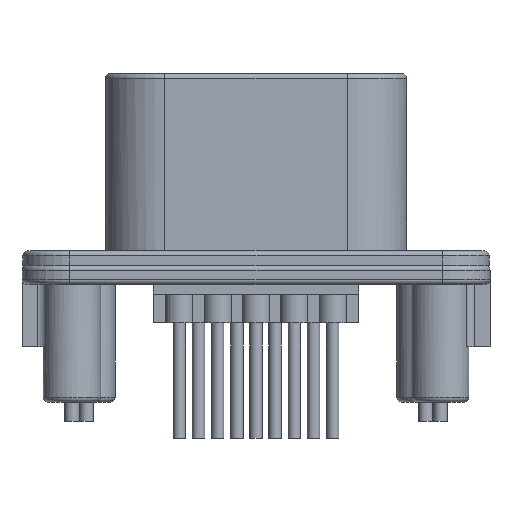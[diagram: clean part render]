
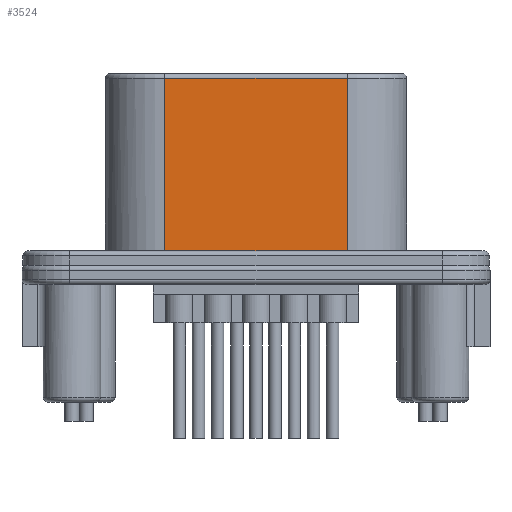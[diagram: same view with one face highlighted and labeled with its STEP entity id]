
A CAD part, front view. The second image highlights one B-rep face of the part: STEP entity #3524.
In plain terms, the highlighted planar face has unit normal (0, -1, 0).
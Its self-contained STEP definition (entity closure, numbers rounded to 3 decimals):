
#2615 = VERTEX_POINT('',#2616);
#2616 = CARTESIAN_POINT('',(4.9,-11.4,33.675));
#2640 = EDGE_CURVE('',#2615,#2641,#2643,.T.);
#2641 = VERTEX_POINT('',#2642);
#2642 = CARTESIAN_POINT('',(23.9,-11.4,33.675));
#2643 = LINE('',#2644,#2645);
#2644 = CARTESIAN_POINT('',(4.9,-11.4,33.675));
#2645 = VECTOR('',#2646,1.);
#2646 = DIRECTION('',(1.,0.,0.));
#3458 = EDGE_CURVE('',#2641,#3459,#3461,.T.);
#3459 = VERTEX_POINT('',#3460);
#3460 = CARTESIAN_POINT('',(23.9,-11.4,14.675));
#3461 = LINE('',#3462,#3463);
#3462 = CARTESIAN_POINT('',(23.9,-11.4,33.675));
#3463 = VECTOR('',#3464,1.);
#3464 = DIRECTION('',(0.,0.,-1.));
#3503 = EDGE_CURVE('',#3459,#3504,#3506,.T.);
#3504 = VERTEX_POINT('',#3505);
#3505 = CARTESIAN_POINT('',(4.9,-11.4,14.675));
#3506 = LINE('',#3507,#3508);
#3507 = CARTESIAN_POINT('',(23.9,-11.4,14.675));
#3508 = VECTOR('',#3509,1.);
#3509 = DIRECTION('',(-1.,0.,0.));
#3524 = ADVANCED_FACE('',(#3525),#3536,.T.);
#3525 = FACE_BOUND('',#3526,.F.);
#3526 = EDGE_LOOP('',(#3527,#3528,#3529,#3530));
#3527 = ORIENTED_EDGE('',*,*,#2640,.T.);
#3528 = ORIENTED_EDGE('',*,*,#3458,.T.);
#3529 = ORIENTED_EDGE('',*,*,#3503,.T.);
#3530 = ORIENTED_EDGE('',*,*,#3531,.F.);
#3531 = EDGE_CURVE('',#2615,#3504,#3532,.T.);
#3532 = LINE('',#3533,#3534);
#3533 = CARTESIAN_POINT('',(4.9,-11.4,33.675));
#3534 = VECTOR('',#3535,1.);
#3535 = DIRECTION('',(0.,0.,-1.));
#3536 = PLANE('',#3537);
#3537 = AXIS2_PLACEMENT_3D('',#3538,#3539,#3540);
#3538 = CARTESIAN_POINT('',(4.9,-11.4,34.175));
#3539 = DIRECTION('',(0.,-1.,0.));
#3540 = DIRECTION('',(1.,0.,0.));
